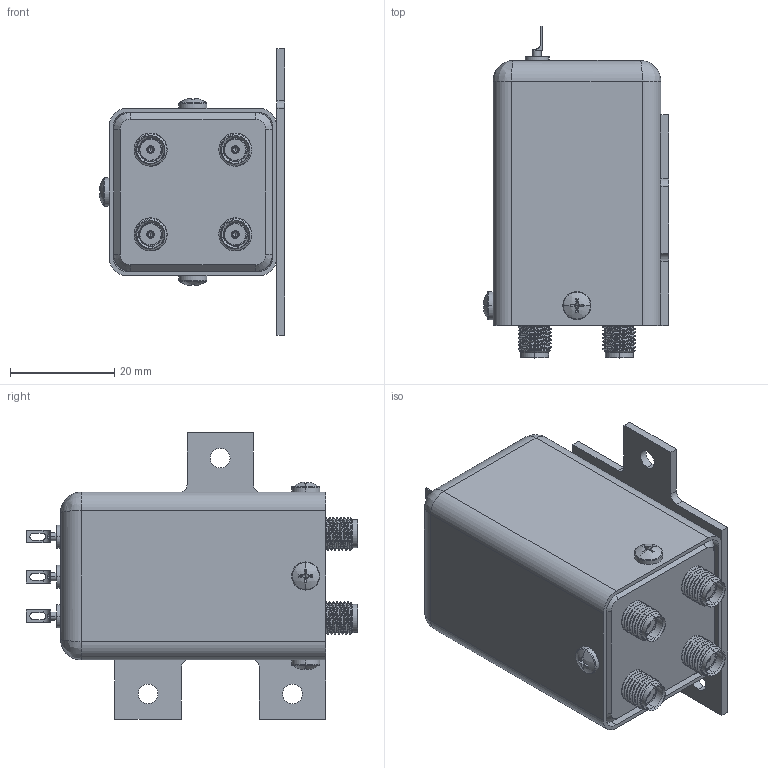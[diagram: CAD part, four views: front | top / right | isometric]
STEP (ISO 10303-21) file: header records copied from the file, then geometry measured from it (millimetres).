
FILE_DESCRIPTION (( 'STEP AP214' ), '1' );
FILE_NAME ('FMSW7297_3D.step', '2023-05-10T16:15:58', ( '' ), ( '' ), 'SwSTEP 2.0', 'SolidWorks 2022', '' );
FILE_SCHEMA (( 'AUTOMOTIVE_DESIGN' ));
Length unit declared in the file: inch
Products named in the file (9): Copy of R09003-3HOLE_2^FMSW7297; Copy of A12075Y05_-403_2^FMSW7297; Copy of R040194-e360_2^FMSW7297; Copy of A22029002-e360_2^FMSW7297; Copy of A22021007_2^FMSW7297; Copy of A12075Y04_-401_2^FMSW7297; Copy of R040691-e360_-03_2^FMSW7297; Copy of A12075Y05_-203_2^FMSW7297; FMSW7297_3D
Assembly tree (16 placements, depth 2):
  FMSW7297_3D
    Copy of A22021007_2^FMSW7297
    Copy of A22029002-e360_2^FMSW7297  x4
    Copy of R09003-3HOLE_2^FMSW7297
    Copy of A12075Y05_-203_2^FMSW7297  x2
    Copy of A12075Y05_-403_2^FMSW7297
    Copy of A12075Y04_-401_2^FMSW7297  x3
    Copy of R040691-e360_-03_2^FMSW7297  x3
    Copy of R040194-e360_2^FMSW7297
Bounding box: 35.56 x 63.61 x 54.86 mm (x, y, z)
Volume: 14706 mm3; surface area: 24382 mm2
Topology: 12 solids, 28 shells, 721 faces, 1828 edges, 1177 vertices
Faces by surface type: cylinder 332, plane 211, bspline 102, cone 76
Entity records: 13318 total; most frequent: CARTESIAN_POINT 5813, ORIENTED_EDGE 1508, DIRECTION 1406, EDGE_CURVE 756, AXIS2_PLACEMENT_3D 535, VERTEX_POINT 488, EDGE_LOOP 357, LINE 336
